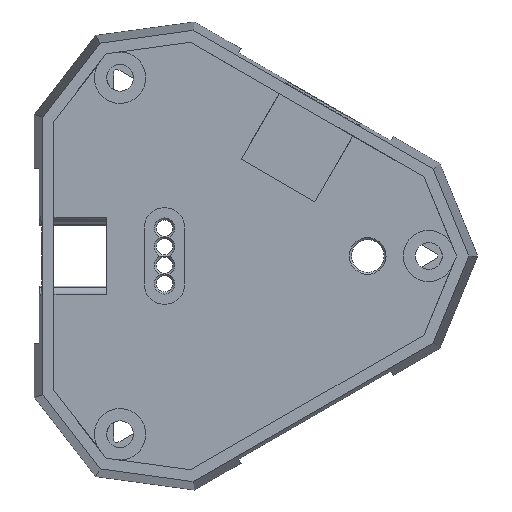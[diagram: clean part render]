
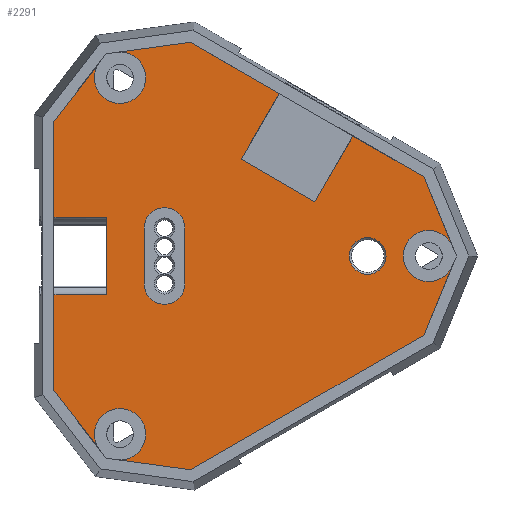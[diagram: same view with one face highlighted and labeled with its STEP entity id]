
A CAD part, front view. The second image highlights one B-rep face of the part: STEP entity #2291.
In plain terms, the highlighted planar face has unit normal (0, -1, 0).
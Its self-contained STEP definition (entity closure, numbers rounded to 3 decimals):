
#70=FACE_BOUND('',#238,.T.);
#71=FACE_BOUND('',#239,.T.);
#121=FACE_OUTER_BOUND('',#237,.T.);
#237=EDGE_LOOP('',(#1766,#1767,#1768,#1769,#1770,#1771,#1772,#1773,#1774,
#1775,#1776,#1777,#1778,#1779,#1780,#1781,#1782,#1783,#1784,#1785,#1786));
#238=EDGE_LOOP('',(#1787,#1788,#1789,#1790));
#239=EDGE_LOOP('',(#1791));
#364=CIRCLE('',#2490,2.25);
#368=CIRCLE('',#2496,3.148);
#369=CIRCLE('',#2497,3.148);
#370=CIRCLE('',#2498,3.148);
#371=CIRCLE('',#2499,2.5);
#372=CIRCLE('',#2500,2.5);
#388=LINE('',#3247,#637);
#412=LINE('',#3331,#661);
#415=LINE('',#3342,#664);
#423=LINE('',#3360,#672);
#427=LINE('',#3367,#676);
#504=LINE('',#3679,#753);
#505=LINE('',#3683,#754);
#506=LINE('',#3685,#755);
#507=LINE('',#3687,#756);
#508=LINE('',#3691,#757);
#509=LINE('',#3693,#758);
#510=LINE('',#3695,#759);
#511=LINE('',#3697,#760);
#512=LINE('',#3699,#761);
#513=LINE('',#3701,#762);
#514=LINE('',#3703,#763);
#515=LINE('',#3705,#764);
#516=LINE('',#3708,#765);
#517=LINE('',#3711,#766);
#518=LINE('',#3715,#767);
#637=VECTOR('',#2588,10.);
#661=VECTOR('',#2654,10.);
#664=VECTOR('',#2669,10.);
#672=VECTOR('',#2683,10.);
#676=VECTOR('',#2687,10.);
#753=VECTOR('',#2934,10.);
#754=VECTOR('',#2937,10.);
#755=VECTOR('',#2938,10.);
#756=VECTOR('',#2939,10.);
#757=VECTOR('',#2942,10.);
#758=VECTOR('',#2943,10.);
#759=VECTOR('',#2944,10.);
#760=VECTOR('',#2945,10.);
#761=VECTOR('',#2946,10.);
#762=VECTOR('',#2947,10.);
#763=VECTOR('',#2948,10.);
#764=VECTOR('',#2949,10.);
#765=VECTOR('',#2952,10.);
#766=VECTOR('',#2953,10.);
#767=VECTOR('',#2956,10.);
#886=VERTEX_POINT('',#3245);
#887=VERTEX_POINT('',#3246);
#926=VERTEX_POINT('',#3329);
#928=VERTEX_POINT('',#3341);
#935=VERTEX_POINT('',#3359);
#938=VERTEX_POINT('',#3365);
#1024=VERTEX_POINT('',#3666);
#1028=VERTEX_POINT('',#3678);
#1029=VERTEX_POINT('',#3680);
#1030=VERTEX_POINT('',#3682);
#1031=VERTEX_POINT('',#3684);
#1032=VERTEX_POINT('',#3686);
#1033=VERTEX_POINT('',#3688);
#1034=VERTEX_POINT('',#3690);
#1035=VERTEX_POINT('',#3692);
#1036=VERTEX_POINT('',#3694);
#1037=VERTEX_POINT('',#3696);
#1038=VERTEX_POINT('',#3698);
#1039=VERTEX_POINT('',#3700);
#1040=VERTEX_POINT('',#3702);
#1041=VERTEX_POINT('',#3704);
#1042=VERTEX_POINT('',#3706);
#1043=VERTEX_POINT('',#3709);
#1044=VERTEX_POINT('',#3710);
#1045=VERTEX_POINT('',#3712);
#1046=VERTEX_POINT('',#3714);
#1114=EDGE_CURVE('',#886,#887,#388,.T.);
#1156=EDGE_CURVE('',#887,#926,#412,.T.);
#1162=EDGE_CURVE('',#928,#886,#415,.T.);
#1171=EDGE_CURVE('',#928,#935,#423,.T.);
#1175=EDGE_CURVE('',#938,#926,#427,.T.);
#1301=EDGE_CURVE('',#1024,#1024,#364,.T.);
#1307=EDGE_CURVE('',#1028,#938,#504,.T.);
#1308=EDGE_CURVE('',#1029,#1028,#368,.T.);
#1309=EDGE_CURVE('',#1030,#1029,#505,.T.);
#1310=EDGE_CURVE('',#1031,#1030,#506,.T.);
#1311=EDGE_CURVE('',#1032,#1031,#507,.T.);
#1312=EDGE_CURVE('',#1033,#1032,#369,.T.);
#1313=EDGE_CURVE('',#1034,#1033,#508,.T.);
#1314=EDGE_CURVE('',#1035,#1034,#509,.T.);
#1315=EDGE_CURVE('',#1035,#1036,#510,.T.);
#1316=EDGE_CURVE('',#1036,#1037,#511,.T.);
#1317=EDGE_CURVE('',#1037,#1038,#512,.T.);
#1318=EDGE_CURVE('',#1038,#1039,#513,.T.);
#1319=EDGE_CURVE('',#1040,#1039,#514,.T.);
#1320=EDGE_CURVE('',#1041,#1040,#515,.T.);
#1321=EDGE_CURVE('',#1042,#1041,#370,.T.);
#1322=EDGE_CURVE('',#935,#1042,#516,.T.);
#1323=EDGE_CURVE('',#1043,#1044,#517,.T.);
#1324=EDGE_CURVE('',#1045,#1043,#371,.T.);
#1325=EDGE_CURVE('',#1046,#1045,#518,.T.);
#1326=EDGE_CURVE('',#1044,#1046,#372,.T.);
#1766=ORIENTED_EDGE('',*,*,#1156,.T.);
#1767=ORIENTED_EDGE('',*,*,#1175,.F.);
#1768=ORIENTED_EDGE('',*,*,#1307,.F.);
#1769=ORIENTED_EDGE('',*,*,#1308,.F.);
#1770=ORIENTED_EDGE('',*,*,#1309,.F.);
#1771=ORIENTED_EDGE('',*,*,#1310,.F.);
#1772=ORIENTED_EDGE('',*,*,#1311,.F.);
#1773=ORIENTED_EDGE('',*,*,#1312,.F.);
#1774=ORIENTED_EDGE('',*,*,#1313,.F.);
#1775=ORIENTED_EDGE('',*,*,#1314,.F.);
#1776=ORIENTED_EDGE('',*,*,#1315,.T.);
#1777=ORIENTED_EDGE('',*,*,#1316,.T.);
#1778=ORIENTED_EDGE('',*,*,#1317,.T.);
#1779=ORIENTED_EDGE('',*,*,#1318,.T.);
#1780=ORIENTED_EDGE('',*,*,#1319,.F.);
#1781=ORIENTED_EDGE('',*,*,#1320,.F.);
#1782=ORIENTED_EDGE('',*,*,#1321,.F.);
#1783=ORIENTED_EDGE('',*,*,#1322,.F.);
#1784=ORIENTED_EDGE('',*,*,#1171,.F.);
#1785=ORIENTED_EDGE('',*,*,#1162,.T.);
#1786=ORIENTED_EDGE('',*,*,#1114,.T.);
#1787=ORIENTED_EDGE('',*,*,#1323,.F.);
#1788=ORIENTED_EDGE('',*,*,#1324,.F.);
#1789=ORIENTED_EDGE('',*,*,#1325,.F.);
#1790=ORIENTED_EDGE('',*,*,#1326,.F.);
#1791=ORIENTED_EDGE('',*,*,#1301,.F.);
#2188=PLANE('',#2495);
#2291=ADVANCED_FACE('',(#121,#70,#71),#2188,.T.);
#2490=AXIS2_PLACEMENT_3D('',#3667,#2920,#2921);
#2495=AXIS2_PLACEMENT_3D('',#3677,#2932,#2933);
#2496=AXIS2_PLACEMENT_3D('',#3681,#2935,#2936);
#2497=AXIS2_PLACEMENT_3D('',#3689,#2940,#2941);
#2498=AXIS2_PLACEMENT_3D('',#3707,#2950,#2951);
#2499=AXIS2_PLACEMENT_3D('',#3713,#2954,#2955);
#2500=AXIS2_PLACEMENT_3D('',#3716,#2957,#2958);
#2588=DIRECTION('',(0.,0.,-1.));
#2654=DIRECTION('',(-1.,0.,0.));
#2669=DIRECTION('',(1.,0.,0.));
#2683=DIRECTION('',(0.,0.,1.));
#2687=DIRECTION('',(0.,0.,1.));
#2920=DIRECTION('center_axis',(0.,-1.,0.));
#2921=DIRECTION('ref_axis',(1.,0.,0.));
#2932=DIRECTION('center_axis',(0.,-1.,0.));
#2933=DIRECTION('ref_axis',(0.,0.,-1.));
#2934=DIRECTION('',(-0.612,0.,0.791));
#2935=DIRECTION('center_axis',(0.,-1.,0.));
#2936=DIRECTION('ref_axis',(-1.,0.,0.));
#2937=DIRECTION('',(-0.991,0.,0.135));
#2938=DIRECTION('',(-0.866,0.,-0.5));
#2939=DIRECTION('',(-0.378,0.,-0.926));
#2940=DIRECTION('center_axis',(0.,-1.,0.));
#2941=DIRECTION('ref_axis',(-1.,0.,0.));
#2942=DIRECTION('',(0.378,0.,-0.926));
#2943=DIRECTION('',(0.866,0.,-0.5));
#2944=DIRECTION('',(-0.5,0.,-0.866));
#2945=DIRECTION('',(-0.5,0.,-0.866));
#2946=DIRECTION('',(-0.866,0.,0.5));
#2947=DIRECTION('',(0.5,0.,0.866));
#2948=DIRECTION('',(0.866,0.,-0.5));
#2949=DIRECTION('',(0.991,0.,0.135));
#2950=DIRECTION('center_axis',(0.,-1.,0.));
#2951=DIRECTION('ref_axis',(-1.,0.,0.));
#2952=DIRECTION('',(0.612,0.,0.791));
#2953=DIRECTION('',(0.,0.,1.));
#2954=DIRECTION('center_axis',(0.,-1.,0.));
#2955=DIRECTION('ref_axis',(1.,0.,0.));
#2956=DIRECTION('',(0.,0.,-1.));
#2957=DIRECTION('center_axis',(0.,-1.,0.));
#2958=DIRECTION('ref_axis',(-1.,0.,0.));
#3245=CARTESIAN_POINT('',(-21.583,-30.608,4.785));
#3246=CARTESIAN_POINT('',(-21.583,-30.608,-4.785));
#3247=CARTESIAN_POINT('',(-21.583,-30.608,0.));
#3329=CARTESIAN_POINT('',(-28.083,-30.608,-4.785));
#3331=CARTESIAN_POINT('',(-28.083,-30.608,-4.785));
#3341=CARTESIAN_POINT('',(-28.083,-30.608,4.785));
#3342=CARTESIAN_POINT('',(-28.083,-30.608,4.785));
#3359=CARTESIAN_POINT('',(-28.083,-30.608,16.566));
#3360=CARTESIAN_POINT('',(-28.083,-30.608,16.566));
#3365=CARTESIAN_POINT('',(-28.083,-30.608,-16.566));
#3367=CARTESIAN_POINT('',(-28.083,-30.608,16.566));
#3666=CARTESIAN_POINT('',(8.224,-30.608,0.));
#3667=CARTESIAN_POINT('Origin',(10.474,-30.608,0.));
#3677=CARTESIAN_POINT('Origin',(-3.598,-30.608,0.));
#3678=CARTESIAN_POINT('',(-22.455,-30.608,-23.832));
#3679=CARTESIAN_POINT('',(-28.083,-30.608,-16.566));
#3680=CARTESIAN_POINT('',(-20.391,-30.608,-25.024));
#3681=CARTESIAN_POINT('Origin',(-19.966,-30.608,-21.905));
#3682=CARTESIAN_POINT('',(-11.285,-30.608,-26.265));
#3683=CARTESIAN_POINT('',(-21.667,-30.608,-24.85));
#3684=CARTESIAN_POINT('',(17.409,-30.608,-9.699));
#3685=CARTESIAN_POINT('',(-11.285,-30.608,-26.265));
#3686=CARTESIAN_POINT('',(20.887,-30.608,-1.191));
#3687=CARTESIAN_POINT('',(17.409,-30.608,-9.699));
#3688=CARTESIAN_POINT('',(20.887,-30.608,1.191));
#3689=CARTESIAN_POINT('Origin',(17.974,-30.608,0.));
#3690=CARTESIAN_POINT('',(17.409,-30.608,9.699));
#3691=CARTESIAN_POINT('',(21.374,-30.608,0.));
#3692=CARTESIAN_POINT('',(8.655,-30.608,14.753));
#3693=CARTESIAN_POINT('',(17.409,-30.608,9.699));
#3694=CARTESIAN_POINT('',(5.406,-30.608,9.126));
#3695=CARTESIAN_POINT('',(2.305,-30.608,3.754));
#3696=CARTESIAN_POINT('',(3.986,-30.608,6.666));
#3697=CARTESIAN_POINT('',(2.305,-30.608,3.754));
#3698=CARTESIAN_POINT('',(-5.073,-30.608,11.896));
#3699=CARTESIAN_POINT('',(2.585,-30.608,7.475));
#3700=CARTESIAN_POINT('',(-0.404,-30.608,19.983));
#3701=CARTESIAN_POINT('',(-6.754,-30.608,8.984));
#3702=CARTESIAN_POINT('',(-11.285,-30.608,26.265));
#3703=CARTESIAN_POINT('',(17.409,-30.608,9.699));
#3704=CARTESIAN_POINT('',(-20.391,-30.608,25.024));
#3705=CARTESIAN_POINT('',(-11.285,-30.608,26.265));
#3706=CARTESIAN_POINT('',(-22.455,-30.608,23.832));
#3707=CARTESIAN_POINT('Origin',(-19.966,-30.608,21.905));
#3708=CARTESIAN_POINT('',(-21.667,-30.608,24.85));
#3709=CARTESIAN_POINT('',(-12.,-30.608,-3.429));
#3710=CARTESIAN_POINT('',(-12.,-30.608,3.429));
#3711=CARTESIAN_POINT('',(-12.,-30.608,3.429));
#3712=CARTESIAN_POINT('',(-17.,-30.608,-3.429));
#3713=CARTESIAN_POINT('Origin',(-14.5,-30.608,-3.429));
#3714=CARTESIAN_POINT('',(-17.,-30.608,3.429));
#3715=CARTESIAN_POINT('',(-17.,-30.608,-3.429));
#3716=CARTESIAN_POINT('Origin',(-14.5,-30.608,3.429));
